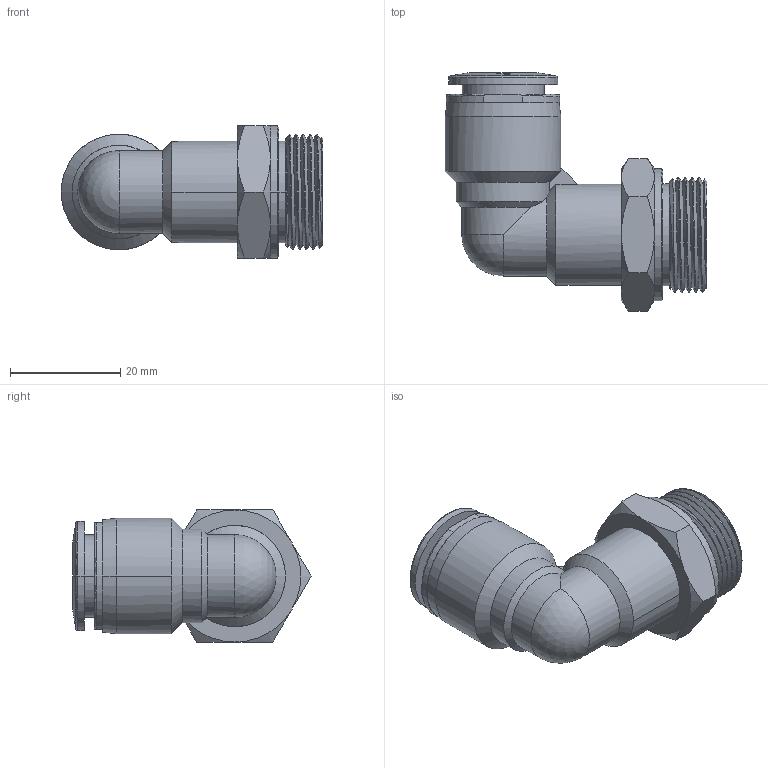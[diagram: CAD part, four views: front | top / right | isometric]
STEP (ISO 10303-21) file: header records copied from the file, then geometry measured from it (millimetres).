
FILE_DESCRIPTION((''),'2;1');
FILE_NAME('WTL12G03_ASM','2024-01-21T21:58:06',('wang'),(''),'CREO PARAMETRIC BY PTC INC, 2023294','CREO PARAMETRIC BY PTC INC, 2023294','');
FILE_SCHEMA(('CONFIG_CONTROL_DESIGN','SHAPE_APPEARANCE_LAYERS_GROUPS'));
Length unit declared in the file: millimetre
Products named in the file (7): JPL12_3; JXT12_3; JA12M-TG_2; O-012-021_2; PL12-G03_ASM_2_ASM; JJ-G04; WTL12G03_ASM
Assembly tree (6 placements, depth 3):
  WTL12G03_ASM
    PL12-G03_ASM_2_ASM
      JPL12_3
      JXT12_3
      JA12M-TG_2
      O-012-021_2
    JJ-G04
Bounding box: 47.5 x 43.26 x 24 mm (x, y, z)
Volume: 10266.7 mm3; surface area: 10795 mm2
Topology: 5 solids, 6 shells, 224 faces, 532 edges, 334 vertices
Faces by surface type: cylinder 73, cone 54, plane 49, extrusion 22, torus 18, bspline 6, sphere 2
Entity records: 8406 total; most frequent: CARTESIAN_POINT 3021, DIRECTION 1069, ORIENTED_EDGE 1056, EDGE_CURVE 530, AXIS2_PLACEMENT_3D 439, VERTEX_POINT 334, EDGE_LOOP 251, FACE_OUTER_BOUND 224
